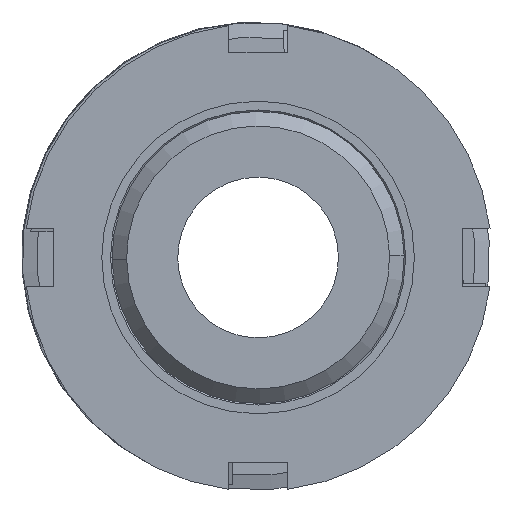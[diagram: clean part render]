
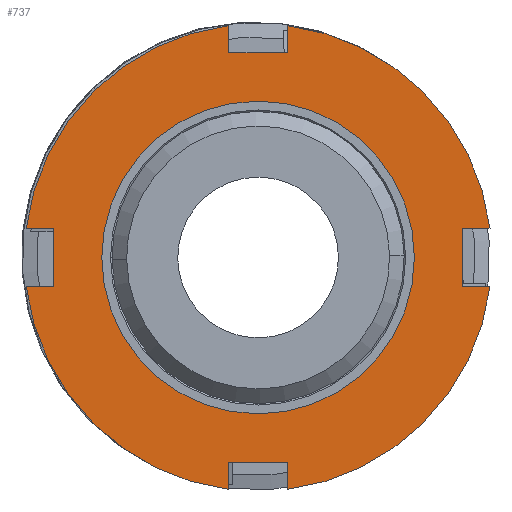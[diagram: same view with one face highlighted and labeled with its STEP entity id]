
A CAD part, front view. The second image highlights one B-rep face of the part: STEP entity #737.
In plain terms, the highlighted planar face has unit normal (0, -1, 0).
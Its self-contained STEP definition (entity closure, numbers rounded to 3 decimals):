
#26 = PLANE ( 'NONE',  #2459 ) ;
#34 = CIRCLE ( 'NONE', #213, 16. ) ;
#51 = EDGE_CURVE ( 'NONE', #2313, #2431, #761, .T. ) ;
#63 = DIRECTION ( 'NONE',  ( 0., 1., 0. ) ) ;
#67 = CARTESIAN_POINT ( 'NONE',  ( -15.875, -10.269, 2. ) ) ;
#156 = ORIENTED_EDGE ( 'NONE', *, *, #179, .F. ) ;
#176 = AXIS2_PLACEMENT_3D ( 'NONE', #1592, #1066, #2886 ) ;
#179 = EDGE_CURVE ( 'NONE', #448, #1418, #1237, .T. ) ;
#213 = AXIS2_PLACEMENT_3D ( 'NONE', #2713, #63, #319 ) ;
#215 = CARTESIAN_POINT ( 'NONE',  ( 10.7, -10.269, 2. ) ) ;
#226 = ORIENTED_EDGE ( 'NONE', *, *, #3185, .F. ) ;
#248 = DIRECTION ( 'NONE',  ( -1., 0., 0. ) ) ;
#274 = CARTESIAN_POINT ( 'NONE',  ( 10.7, -10.269, 0. ) ) ;
#319 = DIRECTION ( 'NONE',  ( -1., 0., 0. ) ) ;
#334 = VERTEX_POINT ( 'NONE', #2608 ) ;
#339 = EDGE_CURVE ( 'NONE', #1332, #1103, #843, .T. ) ;
#343 = CARTESIAN_POINT ( 'NONE',  ( 0., -10.269, 0. ) ) ;
#346 = VECTOR ( 'NONE', #2995, 1000. ) ;
#350 = ORIENTED_EDGE ( 'NONE', *, *, #1063, .T. ) ;
#353 = CARTESIAN_POINT ( 'NONE',  ( 14., -10.269, -2. ) ) ;
#370 = VECTOR ( 'NONE', #2126, 1000. ) ;
#383 = CARTESIAN_POINT ( 'NONE',  ( -2., -10.269, -15.875 ) ) ;
#424 = VERTEX_POINT ( 'NONE', #353 ) ;
#427 = EDGE_CURVE ( 'NONE', #1872, #1143, #3172, .T. ) ;
#442 = CARTESIAN_POINT ( 'NONE',  ( -2., -10.269, -14. ) ) ;
#445 = EDGE_CURVE ( 'NONE', #1418, #538, #2276, .T. ) ;
#448 = VERTEX_POINT ( 'NONE', #2441 ) ;
#482 = VERTEX_POINT ( 'NONE', #646 ) ;
#490 = CARTESIAN_POINT ( 'NONE',  ( -2., -10.269, 15.875 ) ) ;
#495 = VECTOR ( 'NONE', #903, 1000. ) ;
#497 = VECTOR ( 'NONE', #805, 1000. ) ;
#538 = VERTEX_POINT ( 'NONE', #383 ) ;
#626 = CARTESIAN_POINT ( 'NONE',  ( -2., -10.269, 0. ) ) ;
#632 = VECTOR ( 'NONE', #1310, 1000. ) ;
#646 = CARTESIAN_POINT ( 'NONE',  ( 14., -10.269, 2. ) ) ;
#647 = DIRECTION ( 'NONE',  ( 0., 0., 1. ) ) ;
#661 = VECTOR ( 'NONE', #2095, 1000. ) ;
#689 = CARTESIAN_POINT ( 'NONE',  ( 10.7, -10.269, 2. ) ) ;
#718 = CARTESIAN_POINT ( 'NONE',  ( 0., -10.269, 0. ) ) ;
#725 = EDGE_LOOP ( 'NONE', ( #2340, #226, #2953, #3226, #2146, #156, #1376, #1706, #2533, #1339, #2134, #1014, #3027, #2407, #1749, #1427 ) ) ;
#737 = ADVANCED_FACE ( 'NONE', ( #2064, #1267 ), #26, .F. ) ;
#752 = EDGE_CURVE ( 'NONE', #482, #424, #995, .T. ) ;
#761 = CIRCLE ( 'NONE', #2541, 16. ) ;
#775 = VERTEX_POINT ( 'NONE', #2377 ) ;
#805 = DIRECTION ( 'NONE',  ( 1., 0., 0. ) ) ;
#843 = CIRCLE ( 'NONE', #2309, 10.7 ) ;
#850 = CARTESIAN_POINT ( 'NONE',  ( 2., -10.269, 15.875 ) ) ;
#857 = VECTOR ( 'NONE', #647, 1000. ) ;
#882 = DIRECTION ( 'NONE',  ( -1., 0., 0. ) ) ;
#900 = VECTOR ( 'NONE', #2996, 1000. ) ;
#903 = DIRECTION ( 'NONE',  ( 1., 0., 0. ) ) ;
#979 = DIRECTION ( 'NONE',  ( -1., 0., 0. ) ) ;
#988 = EDGE_CURVE ( 'NONE', #3022, #334, #2785, .T. ) ;
#995 = LINE ( 'NONE', #3398, #632 ) ;
#1012 = VECTOR ( 'NONE', #2508, 1000. ) ;
#1014 = ORIENTED_EDGE ( 'NONE', *, *, #51, .F. ) ;
#1063 = EDGE_CURVE ( 'NONE', #1103, #1332, #1117, .T. ) ;
#1066 = DIRECTION ( 'NONE',  ( 0., 1., 0. ) ) ;
#1073 = LINE ( 'NONE', #2656, #370 ) ;
#1103 = VERTEX_POINT ( 'NONE', #1220 ) ;
#1117 = CIRCLE ( 'NONE', #3219, 10.7 ) ;
#1130 = CARTESIAN_POINT ( 'NONE',  ( -2., -10.269, 14. ) ) ;
#1143 = VERTEX_POINT ( 'NONE', #490 ) ;
#1157 = CARTESIAN_POINT ( 'NONE',  ( 0., -10.269, 14. ) ) ;
#1220 = CARTESIAN_POINT ( 'NONE',  ( -10.7, -10.269, 0. ) ) ;
#1225 = CARTESIAN_POINT ( 'NONE',  ( 15.875, -10.269, 2. ) ) ;
#1237 = LINE ( 'NONE', #1585, #1908 ) ;
#1267 = FACE_OUTER_BOUND ( 'NONE', #725, .T. ) ;
#1310 = DIRECTION ( 'NONE',  ( 0., 0., -1. ) ) ;
#1332 = VERTEX_POINT ( 'NONE', #2997 ) ;
#1339 = ORIENTED_EDGE ( 'NONE', *, *, #752, .F. ) ;
#1376 = ORIENTED_EDGE ( 'NONE', *, *, #2045, .T. ) ;
#1378 = LINE ( 'NONE', #1157, #495 ) ;
#1418 = VERTEX_POINT ( 'NONE', #442 ) ;
#1427 = ORIENTED_EDGE ( 'NONE', *, *, #2281, .F. ) ;
#1470 = CARTESIAN_POINT ( 'NONE',  ( 0., -10.269, 0. ) ) ;
#1555 = DIRECTION ( 'NONE',  ( 0., 1., 0. ) ) ;
#1563 = EDGE_CURVE ( 'NONE', #3198, #775, #2866, .T. ) ;
#1585 = CARTESIAN_POINT ( 'NONE',  ( 0., -10.269, -14. ) ) ;
#1592 = CARTESIAN_POINT ( 'NONE',  ( 0., -10.269, 0. ) ) ;
#1706 = ORIENTED_EDGE ( 'NONE', *, *, #988, .F. ) ;
#1748 = DIRECTION ( 'NONE',  ( 0., 1., 0. ) ) ;
#1749 = ORIENTED_EDGE ( 'NONE', *, *, #427, .T. ) ;
#1793 = DIRECTION ( 'NONE',  ( -1., 0., 0. ) ) ;
#1820 = DIRECTION ( 'NONE',  ( -1., 0., 0. ) ) ;
#1844 = DIRECTION ( 'NONE',  ( -1., 0., 0. ) ) ;
#1872 = VERTEX_POINT ( 'NONE', #1130 ) ;
#1884 = VERTEX_POINT ( 'NONE', #67 ) ;
#1908 = VECTOR ( 'NONE', #248, 1000. ) ;
#1939 = CARTESIAN_POINT ( 'NONE',  ( 0., -10.269, 0. ) ) ;
#1970 = LINE ( 'NONE', #215, #497 ) ;
#2042 = ORIENTED_EDGE ( 'NONE', *, *, #339, .T. ) ;
#2045 = EDGE_CURVE ( 'NONE', #448, #334, #2705, .T. ) ;
#2064 = FACE_BOUND ( 'NONE', #2587, .T. ) ;
#2065 = CARTESIAN_POINT ( 'NONE',  ( -14., -10.269, 2. ) ) ;
#2083 = CARTESIAN_POINT ( 'NONE',  ( 15.875, -10.269, -2. ) ) ;
#2095 = DIRECTION ( 'NONE',  ( 0., 0., -1. ) ) ;
#2113 = EDGE_CURVE ( 'NONE', #482, #2431, #1970, .T. ) ;
#2126 = DIRECTION ( 'NONE',  ( 1., 0., 0. ) ) ;
#2134 = ORIENTED_EDGE ( 'NONE', *, *, #2113, .T. ) ;
#2146 = ORIENTED_EDGE ( 'NONE', *, *, #445, .F. ) ;
#2154 = EDGE_CURVE ( 'NONE', #424, #3022, #1073, .T. ) ;
#2214 = CARTESIAN_POINT ( 'NONE',  ( 2., -10.269, 0. ) ) ;
#2276 = LINE ( 'NONE', #3279, #346 ) ;
#2281 = EDGE_CURVE ( 'NONE', #1884, #1143, #34, .T. ) ;
#2309 = AXIS2_PLACEMENT_3D ( 'NONE', #343, #2702, #2688 ) ;
#2312 = CARTESIAN_POINT ( 'NONE',  ( 2., -10.269, 0. ) ) ;
#2313 = VERTEX_POINT ( 'NONE', #850 ) ;
#2340 = ORIENTED_EDGE ( 'NONE', *, *, #3293, .F. ) ;
#2377 = CARTESIAN_POINT ( 'NONE',  ( -15.875, -10.269, -2. ) ) ;
#2394 = AXIS2_PLACEMENT_3D ( 'NONE', #1470, #1748, #1793 ) ;
#2407 = ORIENTED_EDGE ( 'NONE', *, *, #2741, .F. ) ;
#2431 = VERTEX_POINT ( 'NONE', #1225 ) ;
#2441 = CARTESIAN_POINT ( 'NONE',  ( 2., -10.269, -14. ) ) ;
#2456 = VERTEX_POINT ( 'NONE', #2065 ) ;
#2459 = AXIS2_PLACEMENT_3D ( 'NONE', #274, #1555, #1844 ) ;
#2478 = LINE ( 'NONE', #2214, #857 ) ;
#2508 = DIRECTION ( 'NONE',  ( -1., 0., 0. ) ) ;
#2519 = CARTESIAN_POINT ( 'NONE',  ( 2., -10.269, 14. ) ) ;
#2533 = ORIENTED_EDGE ( 'NONE', *, *, #2154, .F. ) ;
#2541 = AXIS2_PLACEMENT_3D ( 'NONE', #1939, #2712, #882 ) ;
#2565 = LINE ( 'NONE', #3017, #900 ) ;
#2587 = EDGE_LOOP ( 'NONE', ( #350, #2042 ) ) ;
#2606 = EDGE_CURVE ( 'NONE', #538, #775, #3276, .T. ) ;
#2608 = CARTESIAN_POINT ( 'NONE',  ( 2., -10.269, -15.875 ) ) ;
#2656 = CARTESIAN_POINT ( 'NONE',  ( 10.7, -10.269, -2. ) ) ;
#2668 = VECTOR ( 'NONE', #1820, 1000. ) ;
#2688 = DIRECTION ( 'NONE',  ( -1., 0., 0. ) ) ;
#2702 = DIRECTION ( 'NONE',  ( 0., 1., 0. ) ) ;
#2705 = LINE ( 'NONE', #2312, #661 ) ;
#2712 = DIRECTION ( 'NONE',  ( 0., 1., 0. ) ) ;
#2713 = CARTESIAN_POINT ( 'NONE',  ( 0., -10.269, 0. ) ) ;
#2717 = CARTESIAN_POINT ( 'NONE',  ( -14., -10.269, -2. ) ) ;
#2741 = EDGE_CURVE ( 'NONE', #1872, #3273, #1378, .T. ) ;
#2749 = DIRECTION ( 'NONE',  ( 0., 0., 1. ) ) ;
#2785 = CIRCLE ( 'NONE', #2394, 16. ) ;
#2866 = LINE ( 'NONE', #3111, #2668 ) ;
#2886 = DIRECTION ( 'NONE',  ( -1., 0., 0. ) ) ;
#2926 = VECTOR ( 'NONE', #2749, 1000. ) ;
#2953 = ORIENTED_EDGE ( 'NONE', *, *, #1563, .T. ) ;
#2983 = LINE ( 'NONE', #689, #1012 ) ;
#2995 = DIRECTION ( 'NONE',  ( 0., 0., -1. ) ) ;
#2996 = DIRECTION ( 'NONE',  ( 0., 0., 1. ) ) ;
#2997 = CARTESIAN_POINT ( 'NONE',  ( 10.7, -10.269, 0. ) ) ;
#3017 = CARTESIAN_POINT ( 'NONE',  ( -14., -10.269, 0. ) ) ;
#3022 = VERTEX_POINT ( 'NONE', #2083 ) ;
#3027 = ORIENTED_EDGE ( 'NONE', *, *, #3252, .F. ) ;
#3111 = CARTESIAN_POINT ( 'NONE',  ( 10.7, -10.269, -2. ) ) ;
#3172 = LINE ( 'NONE', #626, #2926 ) ;
#3185 = EDGE_CURVE ( 'NONE', #3198, #2456, #2565, .T. ) ;
#3198 = VERTEX_POINT ( 'NONE', #2717 ) ;
#3219 = AXIS2_PLACEMENT_3D ( 'NONE', #718, #3326, #979 ) ;
#3226 = ORIENTED_EDGE ( 'NONE', *, *, #2606, .F. ) ;
#3252 = EDGE_CURVE ( 'NONE', #3273, #2313, #2478, .T. ) ;
#3273 = VERTEX_POINT ( 'NONE', #2519 ) ;
#3276 = CIRCLE ( 'NONE', #176, 16. ) ;
#3279 = CARTESIAN_POINT ( 'NONE',  ( -2., -10.269, 0. ) ) ;
#3293 = EDGE_CURVE ( 'NONE', #2456, #1884, #2983, .T. ) ;
#3326 = DIRECTION ( 'NONE',  ( 0., 1., 0. ) ) ;
#3398 = CARTESIAN_POINT ( 'NONE',  ( 14., -10.269, 0. ) ) ;
